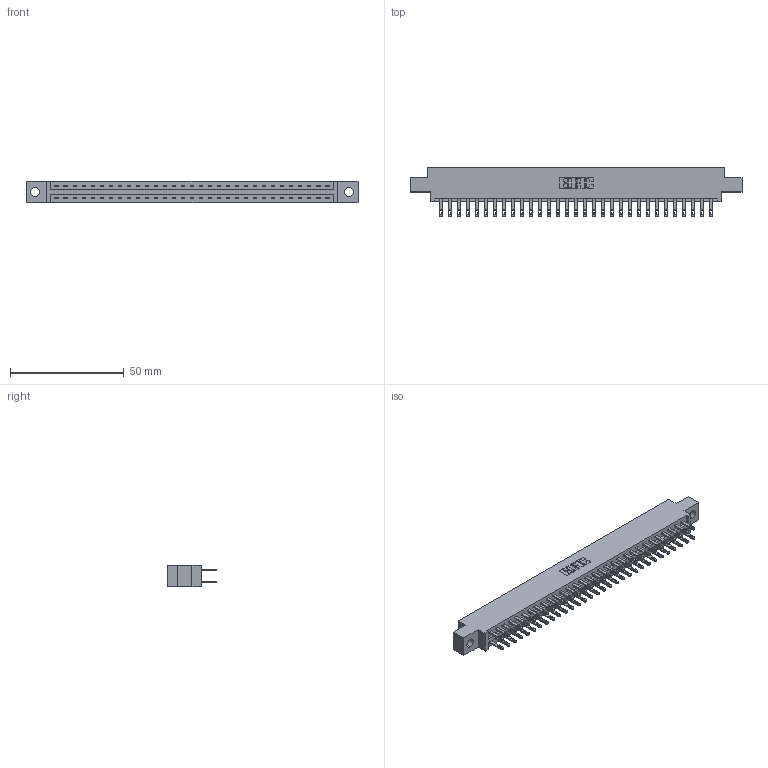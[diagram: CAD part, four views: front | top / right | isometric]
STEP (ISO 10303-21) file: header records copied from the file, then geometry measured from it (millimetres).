
FILE_DESCRIPTION (( 'STEP AP203' ), '1' );
FILE_NAME ('887-062-500-804.STEP', '2020-09-21T02:24:55', ( '' ), ( '' ), 'SwSTEP 2.0', 'SolidWorks 2020', '' );
FILE_SCHEMA (( 'CONFIG_CONTROL_DESIGN' ));
Length unit declared in the file: inch
Products named in the file (3): 887-062-500-804; 345-292-001_345-293-100; 837 Part_0.170 Offset - 0.156 Dia-TH
Assembly tree (63 placements, depth 2):
  887-062-500-804
    837 Part_0.170 Offset - 0.156 Dia-TH
    345-292-001_345-293-100  x62
Bounding box: 145.85 x 21.85 x 9.4 mm (x, y, z)
Volume: 15208.2 mm3; surface area: 17679.2 mm2
Topology: 63 solids, 63 shells, 3218 faces, 9809 edges, 6538 vertices
Faces by surface type: plane 2058, cylinder 1160
Entity records: 25523 total; most frequent: CARTESIAN_POINT 4310, ORIENTED_EDGE 4246, DIRECTION 3687, EDGE_CURVE 2123, LINE 1991, VECTOR 1991, VERTEX_POINT 1414, AXIS2_PLACEMENT_3D 848
